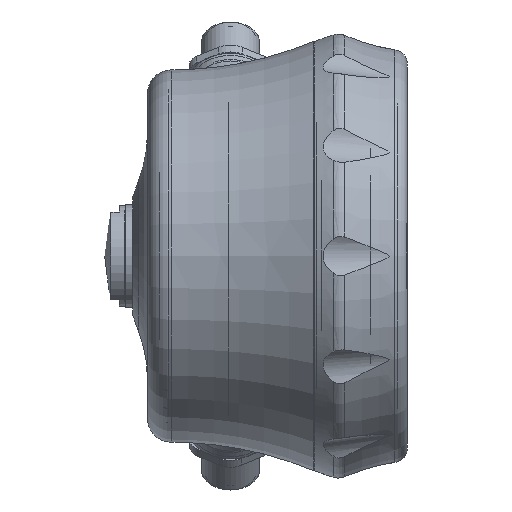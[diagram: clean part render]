
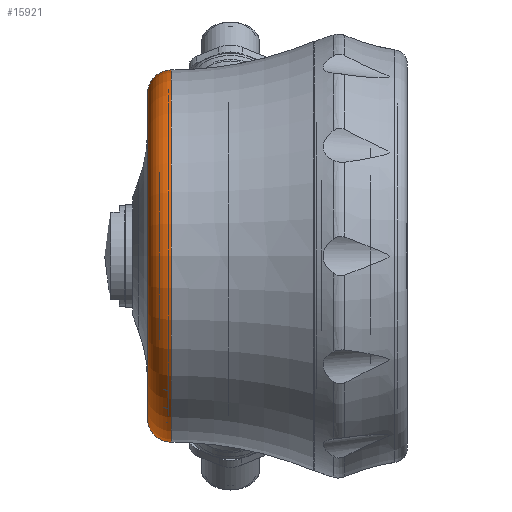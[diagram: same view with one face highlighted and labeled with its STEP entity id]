
A CAD part, front view. The second image highlights one B-rep face of the part: STEP entity #15921.
In plain terms, the highlighted toroidal (fillet/blend) face has major radius 33.267 mm and minor radius 4.9 mm.
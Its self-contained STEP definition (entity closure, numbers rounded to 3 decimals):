
#164=TOROIDAL_SURFACE('',#16961,33.266,4.9);
#3767=ORIENTED_EDGE('',*,*,#5870,.T.);
#3768=ORIENTED_EDGE('',*,*,#5874,.F.);
#5870=EDGE_CURVE('',#7130,#7130,#7826,.T.);
#5874=EDGE_CURVE('',#7133,#7133,#7830,.T.);
#7130=VERTEX_POINT('',#24440);
#7133=VERTEX_POINT('',#24451);
#7826=CIRCLE('',#16954,33.266);
#7830=CIRCLE('',#16962,38.166);
#8729=EDGE_LOOP('',(#3767));
#8730=EDGE_LOOP('',(#3768));
#9746=FACE_BOUND('',#8729,.T.);
#9747=FACE_BOUND('',#8730,.T.);
#15921=ADVANCED_FACE('',(#9746,#9747),#164,.T.);
#16954=AXIS2_PLACEMENT_3D('',#24439,#19439,#19440);
#16961=AXIS2_PLACEMENT_3D('',#24449,#19453,#19454);
#16962=AXIS2_PLACEMENT_3D('',#24450,#19455,#19456);
#19439=DIRECTION('',(1.,0.,0.));
#19440=DIRECTION('',(0.,1.,0.));
#19453=DIRECTION('',(1.,0.,0.));
#19454=DIRECTION('',(0.,-1.,0.006));
#19455=DIRECTION('',(1.,0.,0.));
#19456=DIRECTION('',(0.,-1.,0.));
#24439=CARTESIAN_POINT('',(-19.,-87.4,0.));
#24440=CARTESIAN_POINT('',(-19.,-54.134,0.));
#24449=CARTESIAN_POINT('',(-14.1,-87.4,0.));
#24450=CARTESIAN_POINT('',(-14.1,-87.4,0.));
#24451=CARTESIAN_POINT('',(-14.1,-125.566,0.));
